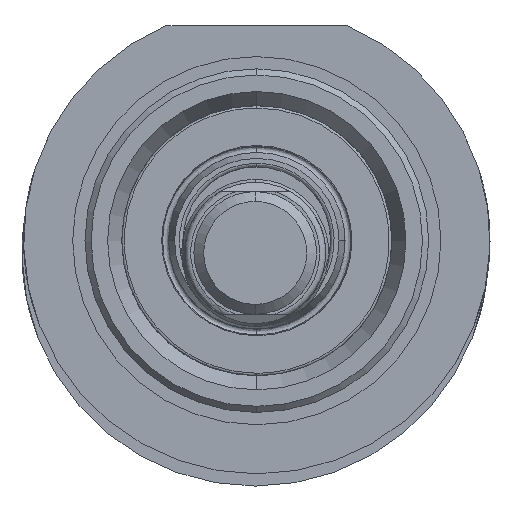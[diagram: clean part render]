
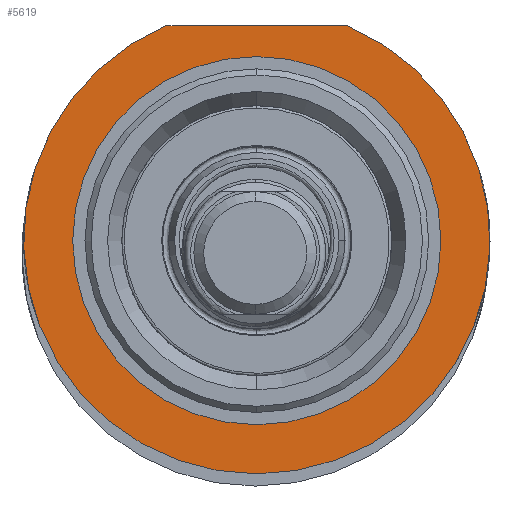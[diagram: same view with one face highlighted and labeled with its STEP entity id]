
A CAD part, front view. The second image highlights one B-rep face of the part: STEP entity #5619.
In plain terms, the highlighted planar face has unit normal (0, -1, 0).
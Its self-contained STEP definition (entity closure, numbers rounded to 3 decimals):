
#434 = CARTESIAN_POINT ( 'NONE',  ( -7.399, -71.25, 17.5 ) ) ;
#517 = VERTEX_POINT ( 'NONE', #2739 ) ;
#573 = VECTOR ( 'NONE', #4002, 1000. ) ;
#743 = DIRECTION ( 'NONE',  ( 0., 1., 0. ) ) ;
#760 = CARTESIAN_POINT ( 'NONE',  ( -7.399, -71.25, 17.5 ) ) ;
#954 = CARTESIAN_POINT ( 'NONE',  ( 0., -71.25, 1.475 ) ) ;
#1406 = VERTEX_POINT ( 'NONE', #3899 ) ;
#1434 = EDGE_CURVE ( 'NONE', #517, #2457, #2137, .T. ) ;
#1435 = CARTESIAN_POINT ( 'NONE',  ( 0., -71.25, 0. ) ) ;
#1456 = DIRECTION ( 'NONE',  ( 0., 1., 0. ) ) ;
#1528 = AXIS2_PLACEMENT_3D ( 'NONE', #954, #3706, #2101 ) ;
#1676 = DIRECTION ( 'NONE',  ( 0., 0., -1. ) ) ;
#1796 = AXIS2_PLACEMENT_3D ( 'NONE', #6068, #3299, #6729 ) ;
#2101 = DIRECTION ( 'NONE',  ( 0., 0., -1. ) ) ;
#2137 = CIRCLE ( 'NONE', #1796, 15. ) ;
#2252 = CARTESIAN_POINT ( 'NONE',  ( 0., -71.25, 0. ) ) ;
#2457 = VERTEX_POINT ( 'NONE', #7000 ) ;
#2575 = FACE_BOUND ( 'NONE', #5897, .T. ) ;
#2631 = ORIENTED_EDGE ( 'NONE', *, *, #1434, .T. ) ;
#2739 = CARTESIAN_POINT ( 'NONE',  ( 0., -71.25, -15. ) ) ;
#3140 = EDGE_CURVE ( 'NONE', #1406, #4585, #4606, .T. ) ;
#3299 = DIRECTION ( 'NONE',  ( 0., 1., 0. ) ) ;
#3335 = ORIENTED_EDGE ( 'NONE', *, *, #5057, .F. ) ;
#3613 = ORIENTED_EDGE ( 'NONE', *, *, #4165, .F. ) ;
#3706 = DIRECTION ( 'NONE',  ( 0., -1., 0. ) ) ;
#3708 = ORIENTED_EDGE ( 'NONE', *, *, #3140, .F. ) ;
#3738 = AXIS2_PLACEMENT_3D ( 'NONE', #4060, #743, #4627 ) ;
#3899 = CARTESIAN_POINT ( 'NONE',  ( 0., -71.25, -19. ) ) ;
#4002 = DIRECTION ( 'NONE',  ( 1., 0., 0. ) ) ;
#4060 = CARTESIAN_POINT ( 'NONE',  ( 0., -71.25, 0. ) ) ;
#4165 = EDGE_CURVE ( 'NONE', #4585, #5206, #6628, .T. ) ;
#4168 = CIRCLE ( 'NONE', #4613, 19. ) ;
#4404 = CARTESIAN_POINT ( 'NONE',  ( 7.399, -71.25, 17.5 ) ) ;
#4585 = VERTEX_POINT ( 'NONE', #434 ) ;
#4606 = CIRCLE ( 'NONE', #5032, 19. ) ;
#4613 = AXIS2_PLACEMENT_3D ( 'NONE', #1435, #1456, #7051 ) ;
#4627 = DIRECTION ( 'NONE',  ( 0., 0., 1. ) ) ;
#4731 = ORIENTED_EDGE ( 'NONE', *, *, #7002, .T. ) ;
#5032 = AXIS2_PLACEMENT_3D ( 'NONE', #2252, #6710, #1676 ) ;
#5057 = EDGE_CURVE ( 'NONE', #5206, #1406, #4168, .T. ) ;
#5206 = VERTEX_POINT ( 'NONE', #4404 ) ;
#5486 = CIRCLE ( 'NONE', #3738, 15. ) ;
#5619 = ADVANCED_FACE ( 'NONE', ( #2575, #6745 ), #7130, .T. ) ;
#5897 = EDGE_LOOP ( 'NONE', ( #4731, #2631 ) ) ;
#6068 = CARTESIAN_POINT ( 'NONE',  ( 0., -71.25, 0. ) ) ;
#6628 = LINE ( 'NONE', #760, #573 ) ;
#6710 = DIRECTION ( 'NONE',  ( 0., 1., 0. ) ) ;
#6729 = DIRECTION ( 'NONE',  ( 0., 0., 1. ) ) ;
#6745 = FACE_OUTER_BOUND ( 'NONE', #6953, .T. ) ;
#6953 = EDGE_LOOP ( 'NONE', ( #3613, #3708, #3335 ) ) ;
#7000 = CARTESIAN_POINT ( 'NONE',  ( 0., -71.25, 15. ) ) ;
#7002 = EDGE_CURVE ( 'NONE', #2457, #517, #5486, .T. ) ;
#7051 = DIRECTION ( 'NONE',  ( 0., 0., -1. ) ) ;
#7130 = PLANE ( 'NONE',  #1528 ) ;
